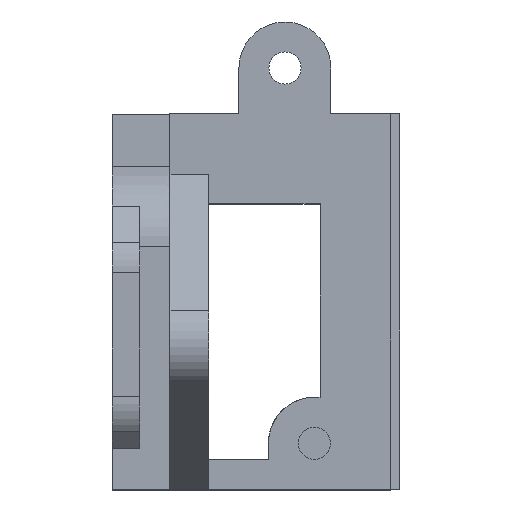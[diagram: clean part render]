
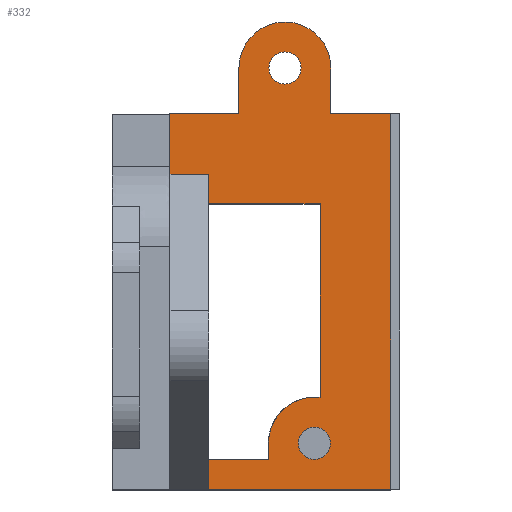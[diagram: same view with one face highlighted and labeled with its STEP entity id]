
A CAD part, top view. The second image highlights one B-rep face of the part: STEP entity #332.
In plain terms, the highlighted planar face has unit normal (0, 0, 1).
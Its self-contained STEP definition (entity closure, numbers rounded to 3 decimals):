
#332=ADVANCED_FACE('',(#1387,#1389,#1391),#1393,.T.);
#1387=FACE_BOUND('',#1388,.T.);
#1388=EDGE_LOOP('',(#2147,#2148,#2149,#2150,#2151,#2152,#2153,#2154,#2155,#2156,
#2157,#2158,#2159,#2160,#2161,#2162,#2163,#2164,#2165,#2166,#2167));
#1389=FACE_BOUND('',#1390,.T.);
#1390=EDGE_LOOP('',(#2168));
#1391=FACE_BOUND('',#1392,.T.);
#1392=EDGE_LOOP('',(#2169));
#1393=PLANE('',#1394);
#1394=AXIS2_PLACEMENT_3D('',#1395,#1396,#1397);
#1395=CARTESIAN_POINT('',(25.,-2.,-20.74));
#1396=DIRECTION('',(0.,0.,1.));
#1397=DIRECTION('',(0.,1.,0.));
#2147=ORIENTED_EDGE('',*,*,#2605,.T.);
#2148=ORIENTED_EDGE('',*,*,#2511,.T.);
#2149=ORIENTED_EDGE('',*,*,#2604,.T.);
#2150=ORIENTED_EDGE('',*,*,#2606,.T.);
#2151=ORIENTED_EDGE('',*,*,#2607,.T.);
#2152=ORIENTED_EDGE('',*,*,#2507,.T.);
#2153=ORIENTED_EDGE('',*,*,#2573,.F.);
#2154=ORIENTED_EDGE('',*,*,#2608,.F.);
#2155=ORIENTED_EDGE('',*,*,#2609,.F.);
#2156=ORIENTED_EDGE('',*,*,#2610,.F.);
#2157=ORIENTED_EDGE('',*,*,#2611,.F.);
#2158=ORIENTED_EDGE('',*,*,#2585,.T.);
#2159=ORIENTED_EDGE('',*,*,#2612,.T.);
#2160=ORIENTED_EDGE('',*,*,#2613,.T.);
#2161=ORIENTED_EDGE('',*,*,#2614,.T.);
#2162=ORIENTED_EDGE('',*,*,#2615,.T.);
#2163=ORIENTED_EDGE('',*,*,#2591,.T.);
#2164=ORIENTED_EDGE('',*,*,#2616,.F.);
#2165=ORIENTED_EDGE('',*,*,#2617,.F.);
#2166=ORIENTED_EDGE('',*,*,#2618,.F.);
#2167=ORIENTED_EDGE('',*,*,#2541,.F.);
#2168=ORIENTED_EDGE('',*,*,#2619,.T.);
#2169=ORIENTED_EDGE('',*,*,#2620,.T.);
#2507=EDGE_CURVE('',#2803,#2801,#2804,.T.);
#2511=EDGE_CURVE('',#2811,#2809,#2812,.T.);
#2541=EDGE_CURVE('',#2863,#2865,#2866,.T.);
#2573=EDGE_CURVE('',#2914,#2801,#2916,.T.);
#2585=EDGE_CURVE('',#2937,#2935,#2938,.F.);
#2591=EDGE_CURVE('',#2947,#2945,#2948,.F.);
#2604=EDGE_CURVE('',#2809,#2969,#2971,.T.);
#2605=EDGE_CURVE('',#2863,#2811,#2972,.T.);
#2606=EDGE_CURVE('',#2969,#2973,#2974,.T.);
#2607=EDGE_CURVE('',#2973,#2803,#2975,.T.);
#2608=EDGE_CURVE('',#2976,#2914,#2977,.T.);
#2609=EDGE_CURVE('',#2978,#2976,#2979,.F.);
#2610=EDGE_CURVE('',#2980,#2978,#2981,.T.);
#2611=EDGE_CURVE('',#2937,#2980,#2982,.F.);
#2612=EDGE_CURVE('',#2935,#2983,#2984,.F.);
#2613=EDGE_CURVE('',#2983,#2985,#2986,.F.);
#2614=EDGE_CURVE('',#2985,#2987,#2988,.F.);
#2615=EDGE_CURVE('',#2987,#2947,#2989,.F.);
#2616=EDGE_CURVE('',#2990,#2945,#2991,.F.);
#2617=EDGE_CURVE('',#2992,#2990,#2993,.T.);
#2618=EDGE_CURVE('',#2865,#2992,#2994,.F.);
#2619=EDGE_CURVE('',#2995,#2995,#2996,.F.);
#2620=EDGE_CURVE('',#2997,#2997,#2998,.F.);
#2801=VERTEX_POINT('',#3328);
#2803=VERTEX_POINT('',#3332);
#2804=LINE('',#3333,#3334);
#2809=VERTEX_POINT('',#3344);
#2811=VERTEX_POINT('',#3348);
#2812=LINE('',#3349,#3350);
#2863=VERTEX_POINT('',#3468);
#2865=VERTEX_POINT('',#3472);
#2866=LINE('',#3473,#3474);
#2914=VERTEX_POINT('',#3612);
#2916=LINE('',#3616,#3617);
#2935=VERTEX_POINT('',#3659);
#2937=VERTEX_POINT('',#3663);
#2938=LINE('',#3664,#3665);
#2945=VERTEX_POINT('',#3681);
#2947=VERTEX_POINT('',#3685);
#2948=LINE('',#3686,#3687);
#2969=VERTEX_POINT('',#3732);
#2971=LINE('',#3736,#3737);
#2972=LINE('',#3739,#3740);
#2973=VERTEX_POINT('',#3742);
#2974=CIRCLE('',#3743,5.);
#2975=LINE('',#3747,#3748);
#2976=VERTEX_POINT('',#3750);
#2977=LINE('',#3751,#3752);
#2978=VERTEX_POINT('',#3754);
#2979=LINE('',#3755,#3756);
#2980=VERTEX_POINT('',#3758);
#2981=LINE('',#3759,#3760);
#2982=LINE('',#3762,#3763);
#2983=VERTEX_POINT('',#3765);
#2984=LINE('',#3766,#3767);
#2985=VERTEX_POINT('',#3769);
#2986=LINE('',#3770,#3771);
#2987=VERTEX_POINT('',#3773);
#2988=CIRCLE('',#3774,5.);
#2989=LINE('',#3778,#3779);
#2990=VERTEX_POINT('',#3781);
#2991=LINE('',#3782,#3783);
#2992=VERTEX_POINT('',#3785);
#2993=LINE('',#3786,#3787);
#2994=LINE('',#3789,#3790);
#2995=VERTEX_POINT('',#3792);
#2996=CIRCLE('',#3793,1.75);
#2997=VERTEX_POINT('',#3797);
#2998=CIRCLE('',#3798,1.75);
#3328=CARTESIAN_POINT('',(0.,38.838,-20.74));
#3332=CARTESIAN_POINT('',(7.5,38.838,-20.74));
#3333=CARTESIAN_POINT('',(7.5,38.838,-20.74));
#3334=VECTOR('',#3335,1.);
#3335=DIRECTION('',(-1.,0.,0.));
#3344=CARTESIAN_POINT('',(17.5,38.838,-20.74));
#3348=CARTESIAN_POINT('',(24.,38.838,-20.74));
#3349=CARTESIAN_POINT('',(24.,38.838,-20.74));
#3350=VECTOR('',#3351,1.);
#3351=DIRECTION('',(-1.,0.,0.));
#3468=CARTESIAN_POINT('',(24.,-2.,-20.74));
#3472=CARTESIAN_POINT('',(4.2,-2.,-20.74));
#3473=CARTESIAN_POINT('',(24.,-2.,-20.74));
#3474=VECTOR('',#3475,1.);
#3475=DIRECTION('',(-1.,0.,0.));
#3612=CARTESIAN_POINT('',(0.,32.238,-20.74));
#3616=CARTESIAN_POINT('',(0.,32.238,-20.74));
#3617=VECTOR('',#3618,1.);
#3618=DIRECTION('',(0.,1.,0.));
#3659=CARTESIAN_POINT('',(16.317,29.038,-20.74));
#3663=CARTESIAN_POINT('',(3.2,29.038,-20.74));
#3664=CARTESIAN_POINT('',(16.317,29.038,-20.74));
#3665=VECTOR('',#3666,1.);
#3666=DIRECTION('',(-1.,0.,0.));
#3681=CARTESIAN_POINT('',(3.2,1.2,-20.74));
#3685=CARTESIAN_POINT('',(10.7,1.2,-20.74));
#3686=CARTESIAN_POINT('',(3.2,1.2,-20.74));
#3687=VECTOR('',#3688,1.);
#3688=DIRECTION('',(1.,0.,0.));
#3732=CARTESIAN_POINT('',(17.5,43.797,-20.74));
#3736=CARTESIAN_POINT('',(17.5,38.838,-20.74));
#3737=VECTOR('',#3738,1.);
#3738=DIRECTION('',(0.,1.,0.));
#3739=CARTESIAN_POINT('',(24.,-2.,-20.74));
#3740=VECTOR('',#3741,1.);
#3741=DIRECTION('',(0.,1.,0.));
#3742=CARTESIAN_POINT('',(7.5,43.797,-20.74));
#3743=AXIS2_PLACEMENT_3D('',#3744,#3745,#3746);
#3744=CARTESIAN_POINT('',(12.5,43.797,-20.74));
#3745=DIRECTION('',(0.,0.,1.));
#3746=DIRECTION('',(1.,0.,0.));
#3747=CARTESIAN_POINT('',(7.5,43.797,-20.74));
#3748=VECTOR('',#3749,1.);
#3749=DIRECTION('',(0.,-1.,0.));
#3750=CARTESIAN_POINT('',(4.2,32.238,-20.74));
#3751=CARTESIAN_POINT('',(4.2,32.238,-20.74));
#3752=VECTOR('',#3753,1.);
#3753=DIRECTION('',(-1.,0.,0.));
#3754=CARTESIAN_POINT('',(4.2,29.497,-20.74));
#3755=CARTESIAN_POINT('',(4.2,32.238,-20.74));
#3756=VECTOR('',#3757,1.);
#3757=DIRECTION('',(0.,-1.,0.));
#3758=CARTESIAN_POINT('',(3.2,29.497,-20.74));
#3759=CARTESIAN_POINT('',(3.2,29.497,-20.74));
#3760=VECTOR('',#3761,1.);
#3761=DIRECTION('',(1.,0.,0.));
#3762=CARTESIAN_POINT('',(3.2,29.497,-20.74));
#3763=VECTOR('',#3764,1.);
#3764=DIRECTION('',(0.,-1.,0.));
#3765=CARTESIAN_POINT('',(16.317,8.,-20.74));
#3766=CARTESIAN_POINT('',(16.317,8.,-20.74));
#3767=VECTOR('',#3768,1.);
#3768=DIRECTION('',(0.,1.,0.));
#3769=CARTESIAN_POINT('',(15.7,8.,-20.74));
#3770=CARTESIAN_POINT('',(15.7,8.,-20.74));
#3771=VECTOR('',#3772,1.);
#3772=DIRECTION('',(1.,0.,0.));
#3773=CARTESIAN_POINT('',(10.7,3.,-20.74));
#3774=AXIS2_PLACEMENT_3D('',#3775,#3776,#3777);
#3775=CARTESIAN_POINT('',(15.7,3.,-20.74));
#3776=DIRECTION('',(0.,0.,-1.));
#3777=DIRECTION('',(-1.,0.,0.));
#3778=CARTESIAN_POINT('',(10.7,1.2,-20.74));
#3779=VECTOR('',#3780,1.);
#3780=DIRECTION('',(0.,1.,0.));
#3781=CARTESIAN_POINT('',(3.2,0.512,-20.74));
#3782=CARTESIAN_POINT('',(3.2,1.2,-20.74));
#3783=VECTOR('',#3784,1.);
#3784=DIRECTION('',(0.,-1.,0.));
#3785=CARTESIAN_POINT('',(4.2,0.512,-20.74));
#3786=CARTESIAN_POINT('',(4.2,0.512,-20.74));
#3787=VECTOR('',#3788,1.);
#3788=DIRECTION('',(-1.,0.,0.));
#3789=CARTESIAN_POINT('',(4.2,0.512,-20.74));
#3790=VECTOR('',#3791,1.);
#3791=DIRECTION('',(0.,-1.,0.));
#3792=CARTESIAN_POINT('',(14.25,43.797,-20.74));
#3793=AXIS2_PLACEMENT_3D('',#3794,#3795,#3796);
#3794=CARTESIAN_POINT('',(12.5,43.797,-20.74));
#3795=DIRECTION('',(0.,0.,1.));
#3796=DIRECTION('',(1.,0.,0.));
#3797=CARTESIAN_POINT('',(17.45,3.,-20.74));
#3798=AXIS2_PLACEMENT_3D('',#3799,#3800,#3801);
#3799=CARTESIAN_POINT('',(15.7,3.,-20.74));
#3800=DIRECTION('',(0.,0.,1.));
#3801=DIRECTION('',(1.,0.,0.));
